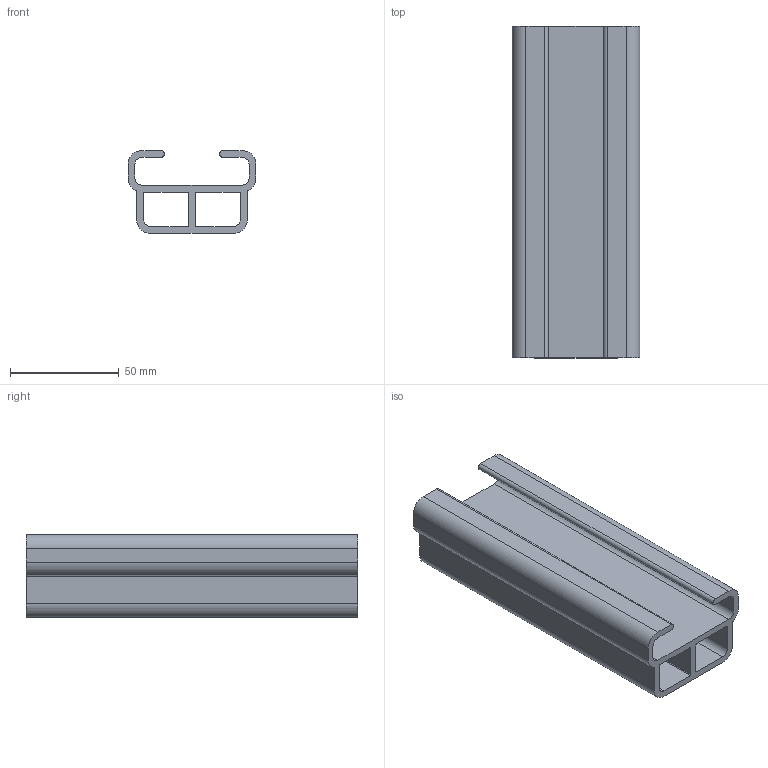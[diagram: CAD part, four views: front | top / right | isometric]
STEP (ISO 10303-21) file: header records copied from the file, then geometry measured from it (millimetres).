
FILE_DESCRIPTION((''),'2;1');
FILE_NAME('SG2004.STP', '2021-01-25T21:25:43',(''), (''), 'KCM Version 2.0.6974.6974', 'KeyCreator Pro', '');
FILE_SCHEMA(('AUTOMOTIVE_DESIGN'));
Length unit declared in the file: inch
Bounding box: 58.75 x 152.4 x 38.1 mm (x, y, z)
Volume: 98376.9 mm3; surface area: 61864.1 mm2
Topology: 1 solids, 1 shells, 44 faces, 126 edges, 84 vertices
Faces by surface type: cylinder 22, plane 22
Entity records: 1487 total; most frequent: DIRECTION 260, CARTESIAN_POINT 255, ORIENTED_EDGE 252, EDGE_CURVE 126, AXIS2_PLACEMENT_3D 89, VERTEX_POINT 84, VECTOR 82, LINE 82
